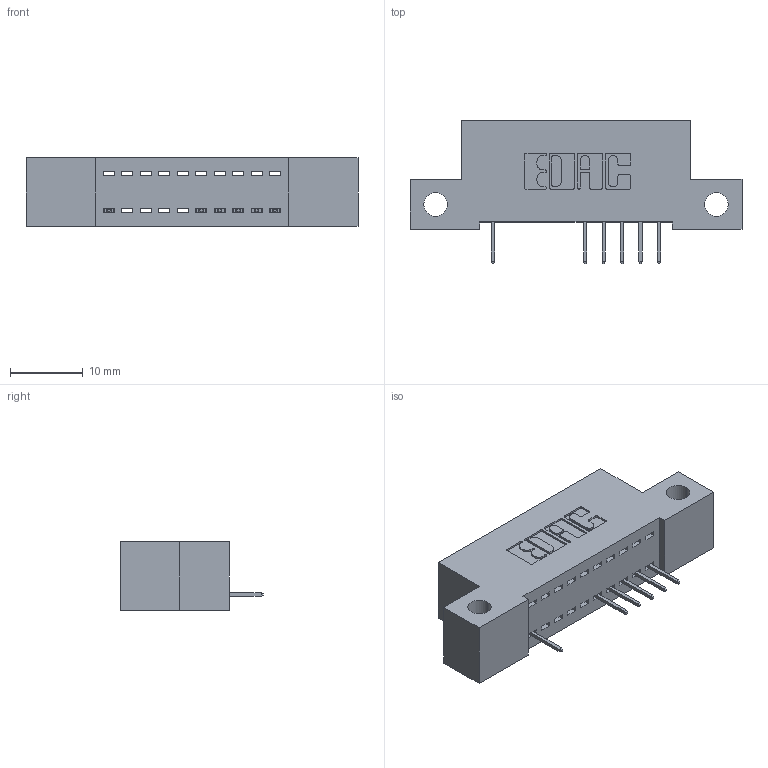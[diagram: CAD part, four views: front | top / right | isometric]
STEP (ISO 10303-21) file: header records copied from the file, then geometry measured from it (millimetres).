
FILE_DESCRIPTION (( 'STEP AP203' ), '1' );
FILE_NAME ('392-010-524-112.STEP', '2018-08-14T20:21:24', ( '' ), ( '' ), 'SwSTEP 2.0', 'SolidWorks 2016', '' );
FILE_SCHEMA (( 'CONFIG_CONTROL_DESIGN' ));
Length unit declared in the file: inch
Products named in the file (3): 392-010-524-112; 342 Part_Side Mount; 345-292-001_345-293-124
Assembly tree (7 placements, depth 2):
  392-010-524-112
    342 Part_Side Mount
    345-292-001_345-293-124  x6
Bounding box: 45.72 x 19.69 x 9.4 mm (x, y, z)
Volume: 3747.5 mm3; surface area: 4431.8 mm2
Topology: 7 solids, 7 shells, 530 faces, 1547 edges, 1006 vertices
Faces by surface type: plane 402, cylinder 128
Entity records: 10069 total; most frequent: CARTESIAN_POINT 1764, ORIENTED_EDGE 1714, DIRECTION 1549, EDGE_CURVE 857, VECTOR 733, LINE 733, VERTEX_POINT 566, AXIS2_PLACEMENT_3D 408
